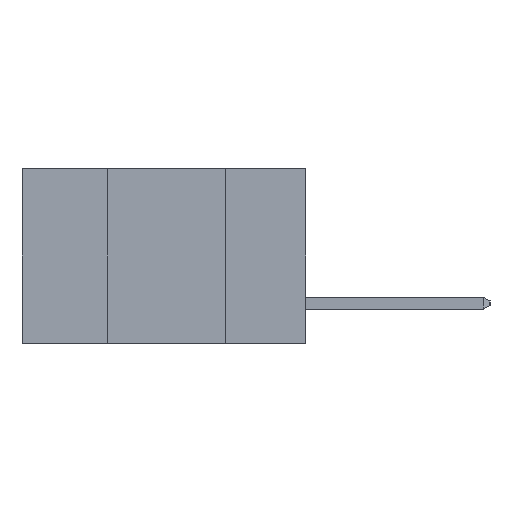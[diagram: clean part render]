
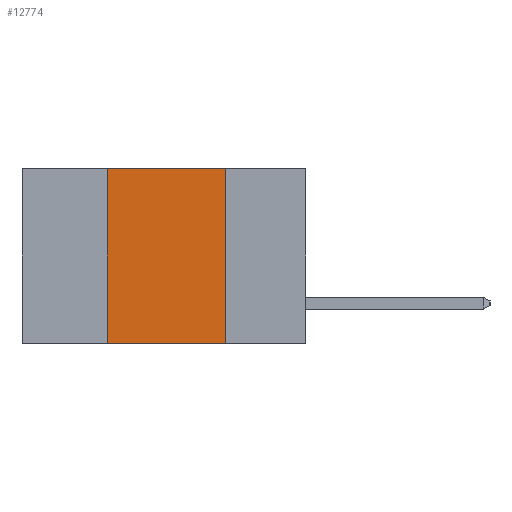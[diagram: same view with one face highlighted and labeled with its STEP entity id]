
A CAD part, left-side view. The second image highlights one B-rep face of the part: STEP entity #12774.
In plain terms, the highlighted planar face has unit normal (-1, 0, 0).
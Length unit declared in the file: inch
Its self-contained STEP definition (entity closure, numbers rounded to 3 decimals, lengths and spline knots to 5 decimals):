
#555 = VECTOR ( 'NONE', #9338, 39.37008 ) ;
#565 = DIRECTION ( 'NONE',  ( 0., -1., 0. ) ) ;
#961 = CARTESIAN_POINT ( 'NONE',  ( 0., 0.6, 0. ) ) ;
#1061 = VERTEX_POINT ( 'NONE', #3363 ) ;
#1526 = EDGE_CURVE ( 'NONE', #4571, #8361, #5019, .T. ) ;
#1736 = VECTOR ( 'NONE', #4770, 39.37008 ) ;
#2423 = DIRECTION ( 'NONE',  ( 1., 0., 0. ) ) ;
#2521 = ORIENTED_EDGE ( 'NONE', *, *, #4680, .T. ) ;
#2738 = CARTESIAN_POINT ( 'NONE',  ( 0., 0.17, 0. ) ) ;
#3309 = LINE ( 'NONE', #7233, #555 ) ;
#3363 = CARTESIAN_POINT ( 'NONE',  ( 0., 0.42, -0.37 ) ) ;
#3725 = EDGE_CURVE ( 'NONE', #1061, #4571, #12034, .T. ) ;
#4571 = VERTEX_POINT ( 'NONE', #11683 ) ;
#4680 = EDGE_CURVE ( 'NONE', #1061, #9313, #8999, .T. ) ;
#4770 = DIRECTION ( 'NONE',  ( 0., 0., 1. ) ) ;
#4805 = CARTESIAN_POINT ( 'NONE',  ( 0., 0.42, -0.37 ) ) ;
#4995 = ORIENTED_EDGE ( 'NONE', *, *, #1526, .F. ) ;
#5019 = LINE ( 'NONE', #961, #12580 ) ;
#5501 = FACE_OUTER_BOUND ( 'NONE', #7466, .T. ) ;
#6922 = CARTESIAN_POINT ( 'NONE',  ( 0., 0.6, -0.37 ) ) ;
#7233 = CARTESIAN_POINT ( 'NONE',  ( 0., 0.17, -0.37 ) ) ;
#7240 = DIRECTION ( 'NONE',  ( 0., -1., 0. ) ) ;
#7306 = ORIENTED_EDGE ( 'NONE', *, *, #11427, .F. ) ;
#7466 = EDGE_LOOP ( 'NONE', ( #7306, #4995, #12924, #2521 ) ) ;
#8361 = VERTEX_POINT ( 'NONE', #2738 ) ;
#8635 = PLANE ( 'NONE',  #11810 ) ;
#8999 = LINE ( 'NONE', #6922, #11362 ) ;
#9313 = VERTEX_POINT ( 'NONE', #11455 ) ;
#9338 = DIRECTION ( 'NONE',  ( 0., 0., -1. ) ) ;
#9644 = DIRECTION ( 'NONE',  ( 0., 0., -1. ) ) ;
#11362 = VECTOR ( 'NONE', #7240, 39.37008 ) ;
#11427 = EDGE_CURVE ( 'NONE', #8361, #9313, #3309, .T. ) ;
#11455 = CARTESIAN_POINT ( 'NONE',  ( 0., 0.17, -0.37 ) ) ;
#11638 = CARTESIAN_POINT ( 'NONE',  ( 0., 0.6, 0. ) ) ;
#11683 = CARTESIAN_POINT ( 'NONE',  ( 0., 0.42, 0. ) ) ;
#11810 = AXIS2_PLACEMENT_3D ( 'NONE', #11638, #2423, #9644 ) ;
#12034 = LINE ( 'NONE', #4805, #1736 ) ;
#12580 = VECTOR ( 'NONE', #565, 39.37008 ) ;
#12774 = ADVANCED_FACE ( 'NONE', ( #5501 ), #8635, .F. ) ;
#12924 = ORIENTED_EDGE ( 'NONE', *, *, #3725, .F. ) ;
